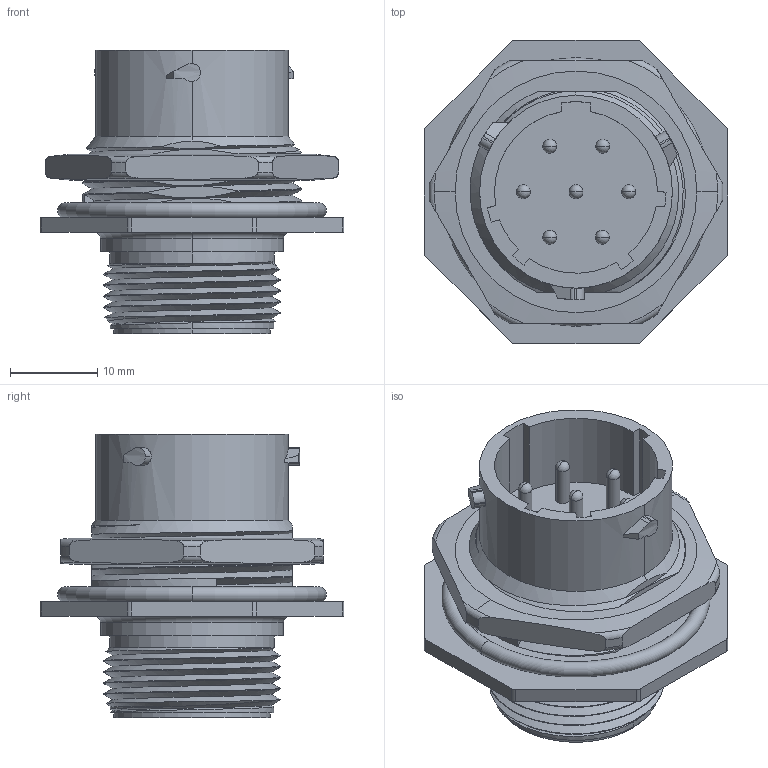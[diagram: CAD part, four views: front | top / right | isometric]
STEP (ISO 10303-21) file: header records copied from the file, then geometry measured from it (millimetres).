
FILE_DESCRIPTION((''),'2;1');
FILE_NAME('UT07147PHX_CATALOGUE','2010-11-22T',('Gsineau'),('SOURIAU'),'PRO/ENGINEER BY PARAMETRIC TECHNOLOGY CORPORATION, 2010140','PRO/ENGINEER BY PARAMETRIC TECHNOLOGY CORPORATION, 2010140','');
FILE_SCHEMA(('CONFIG_CONTROL_DESIGN'));
Length unit declared in the file: millimetre
Products named in the file (1): UT07147PHX_CATALOGUE
Bounding box: 34.9 x 34.9 x 32.55 mm (x, y, z)
Volume: 12027.8 mm3; surface area: 6738.2 mm2
Topology: 1 solids, 3 shells, 242 faces, 636 edges, 409 vertices
Faces by surface type: cylinder 107, plane 84, torus 18, sphere 14, bspline 10, cone 9
Entity records: 10026 total; most frequent: CARTESIAN_POINT 4163, ORIENTED_EDGE 1244, DIRECTION 1179, EDGE_CURVE 622, AXIS2_PLACEMENT_3D 464, VERTEX_POINT 409, EDGE_LOOP 269, VECTOR 251
